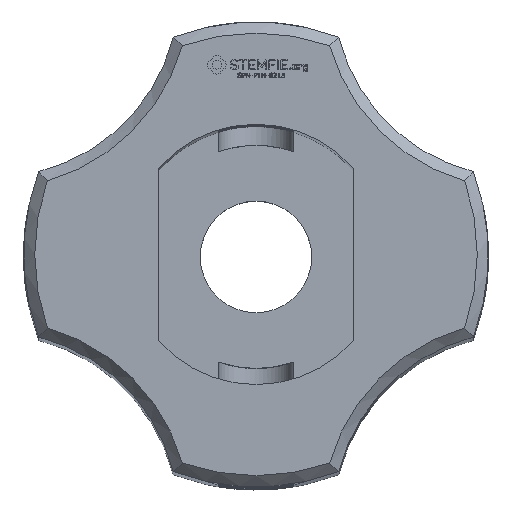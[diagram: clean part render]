
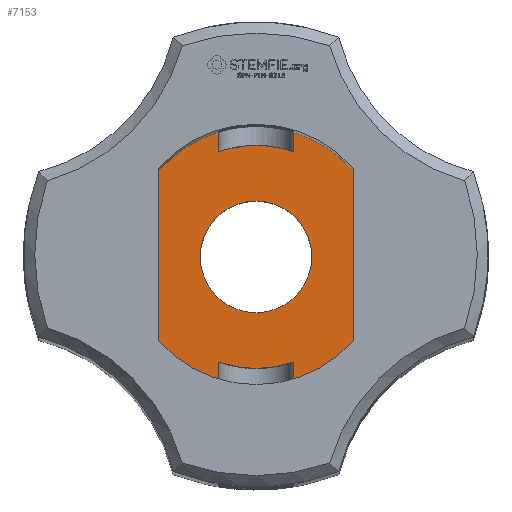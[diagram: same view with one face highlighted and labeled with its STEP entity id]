
A CAD part, top view. The second image highlights one B-rep face of the part: STEP entity #7153.
In plain terms, the highlighted planar face has unit normal (0, 0, 1).
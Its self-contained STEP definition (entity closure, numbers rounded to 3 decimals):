
#1559 = VERTEX_POINT('',#1560);
#1560 = CARTESIAN_POINT('',(2.829,0.998,11.));
#1574 = EDGE_CURVE('',#1575,#1559,#1577,.T.);
#1575 = VERTEX_POINT('',#1576);
#1576 = CARTESIAN_POINT('',(2.625,0.998,11.));
#1577 = LINE('',#1578,#1579);
#1578 = CARTESIAN_POINT('',(53.563,0.998,11.));
#1579 = VECTOR('',#1580,1.);
#1580 = DIRECTION('',(1.,0.,0.));
#1583 = VERTEX_POINT('',#1584);
#1584 = CARTESIAN_POINT('',(2.625,-0.998,11.));
#1591 = EDGE_CURVE('',#1583,#1592,#1594,.T.);
#1592 = VERTEX_POINT('',#1593);
#1593 = CARTESIAN_POINT('',(2.829,-0.998,11.));
#1594 = LINE('',#1595,#1596);
#1595 = CARTESIAN_POINT('',(53.563,-0.998,11.));
#1596 = VECTOR('',#1597,1.);
#1597 = DIRECTION('',(1.,0.,0.));
#7066 = EDGE_CURVE('',#7067,#1575,#7069,.T.);
#7067 = VERTEX_POINT('',#7068);
#7068 = CARTESIAN_POINT('',(2.625,2.315,11.));
#7069 = LINE('',#7070,#7071);
#7070 = CARTESIAN_POINT('',(2.625,2.315,11.));
#7071 = VECTOR('',#7072,1.);
#7072 = DIRECTION('',(0.,-1.,0.));
#7082 = VERTEX_POINT('',#7083);
#7083 = CARTESIAN_POINT('',(2.625,-2.315,11.));
#7089 = EDGE_CURVE('',#1583,#7082,#7090,.T.);
#7090 = LINE('',#7091,#7092);
#7091 = CARTESIAN_POINT('',(2.625,2.315,11.));
#7092 = VECTOR('',#7093,1.);
#7093 = DIRECTION('',(0.,-1.,0.));
#7140 = EDGE_CURVE('',#1559,#1592,#7141,.T.);
#7141 = CIRCLE('',#7142,3.);
#7142 = AXIS2_PLACEMENT_3D('',#7143,#7144,#7145);
#7143 = CARTESIAN_POINT('',(0.,0.,11.));
#7144 = DIRECTION('',(0.,0.,-1.));
#7145 = DIRECTION('',(0.,1.,0.));
#7153 = ADVANCED_FACE('',(#7154,#7295),#7306,.T.);
#7154 = FACE_BOUND('',#7155,.T.);
#7155 = EDGE_LOOP('',(#7156,#7157,#7158,#7159,#7160,#7169,#7177,#7186,
    #7195,#7203,#7212,#7220,#7228,#7237,#7245,#7253,#7262,#7270,#7279,
    #7287,#7294));
#7156 = ORIENTED_EDGE('',*,*,#1591,.T.);
#7157 = ORIENTED_EDGE('',*,*,#7140,.F.);
#7158 = ORIENTED_EDGE('',*,*,#1574,.F.);
#7159 = ORIENTED_EDGE('',*,*,#7066,.F.);
#7160 = ORIENTED_EDGE('',*,*,#7161,.T.);
#7161 = EDGE_CURVE('',#7067,#7162,#7164,.T.);
#7162 = VERTEX_POINT('',#7163);
#7163 = CARTESIAN_POINT('',(0.998,3.355,11.));
#7164 = CIRCLE('',#7165,3.5);
#7165 = AXIS2_PLACEMENT_3D('',#7166,#7167,#7168);
#7166 = CARTESIAN_POINT('',(0.,0.,11.));
#7167 = DIRECTION('',(0.,0.,1.));
#7168 = DIRECTION('',(1.,0.,0.));
#7169 = ORIENTED_EDGE('',*,*,#7170,.T.);
#7170 = EDGE_CURVE('',#7162,#7171,#7173,.T.);
#7171 = VERTEX_POINT('',#7172);
#7172 = CARTESIAN_POINT('',(0.998,2.829,11.));
#7173 = LINE('',#7174,#7175);
#7174 = CARTESIAN_POINT('',(0.998,-53.563,11.));
#7175 = VECTOR('',#7176,1.);
#7176 = DIRECTION('',(0.,-1.,0.));
#7177 = ORIENTED_EDGE('',*,*,#7178,.F.);
#7178 = EDGE_CURVE('',#7179,#7171,#7181,.T.);
#7179 = VERTEX_POINT('',#7180);
#7180 = CARTESIAN_POINT('',(0.,3.,11.));
#7181 = CIRCLE('',#7182,3.);
#7182 = AXIS2_PLACEMENT_3D('',#7183,#7184,#7185);
#7183 = CARTESIAN_POINT('',(0.,0.,11.));
#7184 = DIRECTION('',(0.,0.,-1.));
#7185 = DIRECTION('',(0.,1.,0.));
#7186 = ORIENTED_EDGE('',*,*,#7187,.F.);
#7187 = EDGE_CURVE('',#7188,#7179,#7190,.T.);
#7188 = VERTEX_POINT('',#7189);
#7189 = CARTESIAN_POINT('',(-0.998,2.829,11.));
#7190 = CIRCLE('',#7191,3.);
#7191 = AXIS2_PLACEMENT_3D('',#7192,#7193,#7194);
#7192 = CARTESIAN_POINT('',(0.,0.,11.));
#7193 = DIRECTION('',(0.,0.,-1.));
#7194 = DIRECTION('',(0.,1.,0.));
#7195 = ORIENTED_EDGE('',*,*,#7196,.F.);
#7196 = EDGE_CURVE('',#7197,#7188,#7199,.T.);
#7197 = VERTEX_POINT('',#7198);
#7198 = CARTESIAN_POINT('',(-0.998,3.355,11.));
#7199 = LINE('',#7200,#7201);
#7200 = CARTESIAN_POINT('',(-0.998,-53.563,11.));
#7201 = VECTOR('',#7202,1.);
#7202 = DIRECTION('',(0.,-1.,0.));
#7203 = ORIENTED_EDGE('',*,*,#7204,.T.);
#7204 = EDGE_CURVE('',#7197,#7205,#7207,.T.);
#7205 = VERTEX_POINT('',#7206);
#7206 = CARTESIAN_POINT('',(-2.625,2.315,11.));
#7207 = CIRCLE('',#7208,3.5);
#7208 = AXIS2_PLACEMENT_3D('',#7209,#7210,#7211);
#7209 = CARTESIAN_POINT('',(0.,0.,11.));
#7210 = DIRECTION('',(0.,0.,1.));
#7211 = DIRECTION('',(1.,0.,0.));
#7212 = ORIENTED_EDGE('',*,*,#7213,.T.);
#7213 = EDGE_CURVE('',#7205,#7214,#7216,.T.);
#7214 = VERTEX_POINT('',#7215);
#7215 = CARTESIAN_POINT('',(-2.625,0.998,11.));
#7216 = LINE('',#7217,#7218);
#7217 = CARTESIAN_POINT('',(-2.625,2.315,11.));
#7218 = VECTOR('',#7219,1.);
#7219 = DIRECTION('',(0.,-1.,0.));
#7220 = ORIENTED_EDGE('',*,*,#7221,.F.);
#7221 = EDGE_CURVE('',#7222,#7214,#7224,.T.);
#7222 = VERTEX_POINT('',#7223);
#7223 = CARTESIAN_POINT('',(-2.829,0.998,11.));
#7224 = LINE('',#7225,#7226);
#7225 = CARTESIAN_POINT('',(53.563,0.998,11.));
#7226 = VECTOR('',#7227,1.);
#7227 = DIRECTION('',(1.,0.,0.));
#7228 = ORIENTED_EDGE('',*,*,#7229,.F.);
#7229 = EDGE_CURVE('',#7230,#7222,#7232,.T.);
#7230 = VERTEX_POINT('',#7231);
#7231 = CARTESIAN_POINT('',(-2.829,-0.998,11.));
#7232 = CIRCLE('',#7233,3.);
#7233 = AXIS2_PLACEMENT_3D('',#7234,#7235,#7236);
#7234 = CARTESIAN_POINT('',(0.,0.,11.));
#7235 = DIRECTION('',(0.,0.,-1.));
#7236 = DIRECTION('',(0.,1.,0.));
#7237 = ORIENTED_EDGE('',*,*,#7238,.T.);
#7238 = EDGE_CURVE('',#7230,#7239,#7241,.T.);
#7239 = VERTEX_POINT('',#7240);
#7240 = CARTESIAN_POINT('',(-2.625,-0.998,11.));
#7241 = LINE('',#7242,#7243);
#7242 = CARTESIAN_POINT('',(53.563,-0.998,11.));
#7243 = VECTOR('',#7244,1.);
#7244 = DIRECTION('',(1.,0.,0.));
#7245 = ORIENTED_EDGE('',*,*,#7246,.T.);
#7246 = EDGE_CURVE('',#7239,#7247,#7249,.T.);
#7247 = VERTEX_POINT('',#7248);
#7248 = CARTESIAN_POINT('',(-2.625,-2.315,11.));
#7249 = LINE('',#7250,#7251);
#7250 = CARTESIAN_POINT('',(-2.625,2.315,11.));
#7251 = VECTOR('',#7252,1.);
#7252 = DIRECTION('',(0.,-1.,0.));
#7253 = ORIENTED_EDGE('',*,*,#7254,.T.);
#7254 = EDGE_CURVE('',#7247,#7255,#7257,.T.);
#7255 = VERTEX_POINT('',#7256);
#7256 = CARTESIAN_POINT('',(-0.998,-3.355,11.));
#7257 = CIRCLE('',#7258,3.5);
#7258 = AXIS2_PLACEMENT_3D('',#7259,#7260,#7261);
#7259 = CARTESIAN_POINT('',(0.,0.,11.));
#7260 = DIRECTION('',(0.,0.,1.));
#7261 = DIRECTION('',(1.,0.,0.));
#7262 = ORIENTED_EDGE('',*,*,#7263,.F.);
#7263 = EDGE_CURVE('',#7264,#7255,#7266,.T.);
#7264 = VERTEX_POINT('',#7265);
#7265 = CARTESIAN_POINT('',(-0.998,-2.829,11.));
#7266 = LINE('',#7267,#7268);
#7267 = CARTESIAN_POINT('',(-0.998,-53.563,11.));
#7268 = VECTOR('',#7269,1.);
#7269 = DIRECTION('',(0.,-1.,0.));
#7270 = ORIENTED_EDGE('',*,*,#7271,.F.);
#7271 = EDGE_CURVE('',#7272,#7264,#7274,.T.);
#7272 = VERTEX_POINT('',#7273);
#7273 = CARTESIAN_POINT('',(0.998,-2.829,11.));
#7274 = CIRCLE('',#7275,3.);
#7275 = AXIS2_PLACEMENT_3D('',#7276,#7277,#7278);
#7276 = CARTESIAN_POINT('',(0.,0.,11.));
#7277 = DIRECTION('',(0.,0.,-1.));
#7278 = DIRECTION('',(0.,1.,0.));
#7279 = ORIENTED_EDGE('',*,*,#7280,.T.);
#7280 = EDGE_CURVE('',#7272,#7281,#7283,.T.);
#7281 = VERTEX_POINT('',#7282);
#7282 = CARTESIAN_POINT('',(0.998,-3.355,11.));
#7283 = LINE('',#7284,#7285);
#7284 = CARTESIAN_POINT('',(0.998,-53.563,11.));
#7285 = VECTOR('',#7286,1.);
#7286 = DIRECTION('',(0.,-1.,0.));
#7287 = ORIENTED_EDGE('',*,*,#7288,.T.);
#7288 = EDGE_CURVE('',#7281,#7082,#7289,.T.);
#7289 = CIRCLE('',#7290,3.5);
#7290 = AXIS2_PLACEMENT_3D('',#7291,#7292,#7293);
#7291 = CARTESIAN_POINT('',(0.,0.,11.));
#7292 = DIRECTION('',(0.,0.,1.));
#7293 = DIRECTION('',(1.,0.,0.));
#7294 = ORIENTED_EDGE('',*,*,#7089,.F.);
#7295 = FACE_BOUND('',#7296,.T.);
#7296 = EDGE_LOOP('',(#7297));
#7297 = ORIENTED_EDGE('',*,*,#7298,.T.);
#7298 = EDGE_CURVE('',#7299,#7299,#7301,.T.);
#7299 = VERTEX_POINT('',#7300);
#7300 = CARTESIAN_POINT('',(0.,1.5,11.));
#7301 = CIRCLE('',#7302,1.5);
#7302 = AXIS2_PLACEMENT_3D('',#7303,#7304,#7305);
#7303 = CARTESIAN_POINT('',(0.,0.,11.));
#7304 = DIRECTION('',(0.,0.,-1.));
#7305 = DIRECTION('',(0.,1.,0.));
#7306 = PLANE('',#7307);
#7307 = AXIS2_PLACEMENT_3D('',#7308,#7309,#7310);
#7308 = CARTESIAN_POINT('',(0.,0.001,11.)
  );
#7309 = DIRECTION('',(0.,0.,1.));
#7310 = DIRECTION('',(0.,1.,0.));
